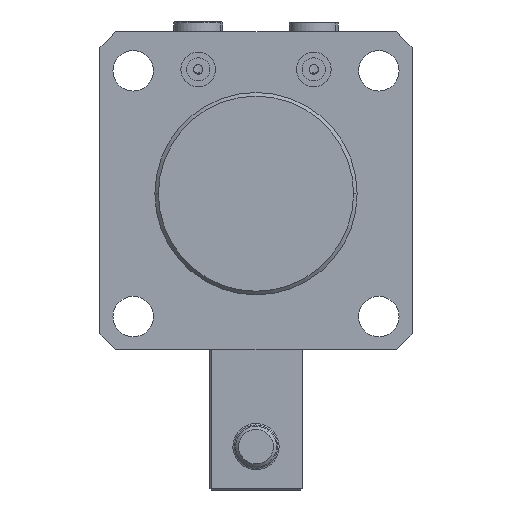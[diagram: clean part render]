
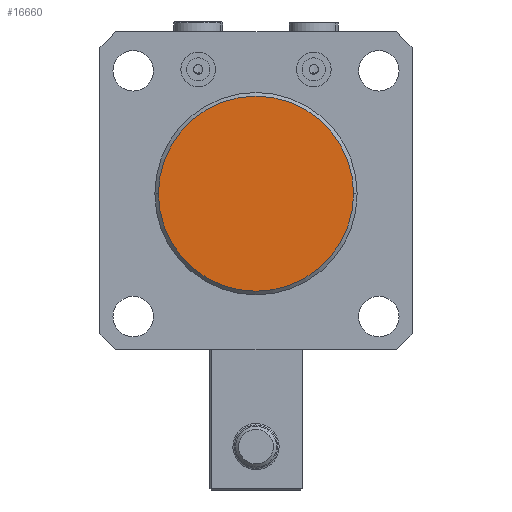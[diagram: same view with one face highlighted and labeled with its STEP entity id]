
A CAD part, front view. The second image highlights one B-rep face of the part: STEP entity #16660.
In plain terms, the highlighted planar face has unit normal (0, -1, 0).
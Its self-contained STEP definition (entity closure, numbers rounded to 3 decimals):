
#818 = AXIS2_PLACEMENT_3D ( 'NONE', #6052, #16226, #7494 ) ;
#2527 = VERTEX_POINT ( 'NONE', #9995 ) ;
#3703 = DIRECTION ( 'NONE',  ( 1., 0., 0. ) ) ;
#4093 = EDGE_CURVE ( 'NONE', #13098, #2527, #11082, .T. ) ;
#4607 = CIRCLE ( 'NONE', #6870, 33.75 ) ;
#6052 = CARTESIAN_POINT ( 'NONE',  ( 1000.918, 44.321, 0. ) ) ;
#6870 = AXIS2_PLACEMENT_3D ( 'NONE', #8283, #18512, #9755 ) ;
#7494 = DIRECTION ( 'NONE',  ( 1., 0., 0. ) ) ;
#7709 = CARTESIAN_POINT ( 'NONE',  ( 1034.668, 44.321, 0. ) ) ;
#8012 = CARTESIAN_POINT ( 'NONE',  ( 1000.918, 44.321, 0. ) ) ;
#8283 = CARTESIAN_POINT ( 'NONE',  ( 1000.918, 44.321, 0. ) ) ;
#9755 = DIRECTION ( 'NONE',  ( 1., 0., 0. ) ) ;
#9995 = CARTESIAN_POINT ( 'NONE',  ( 967.168, 44.321, 0. ) ) ;
#10798 = FACE_OUTER_BOUND ( 'NONE', #15009, .T. ) ;
#11082 = CIRCLE ( 'NONE', #818, 33.75 ) ;
#12037 = AXIS2_PLACEMENT_3D ( 'NONE', #8012, #12404, #3703 ) ;
#12327 = PLANE ( 'NONE',  #12037 ) ;
#12404 = DIRECTION ( 'NONE',  ( 0., -1., 0. ) ) ;
#13098 = VERTEX_POINT ( 'NONE', #7709 ) ;
#13507 = ORIENTED_EDGE ( 'NONE', *, *, #4093, .T. ) ;
#14442 = EDGE_CURVE ( 'NONE', #2527, #13098, #4607, .T. ) ;
#15009 = EDGE_LOOP ( 'NONE', ( #17699, #13507 ) ) ;
#16226 = DIRECTION ( 'NONE',  ( 0., -1., 0. ) ) ;
#16660 = ADVANCED_FACE ( 'NONE', ( #10798 ), #12327, .T. ) ;
#17699 = ORIENTED_EDGE ( 'NONE', *, *, #14442, .T. ) ;
#18512 = DIRECTION ( 'NONE',  ( 0., -1., 0. ) ) ;
